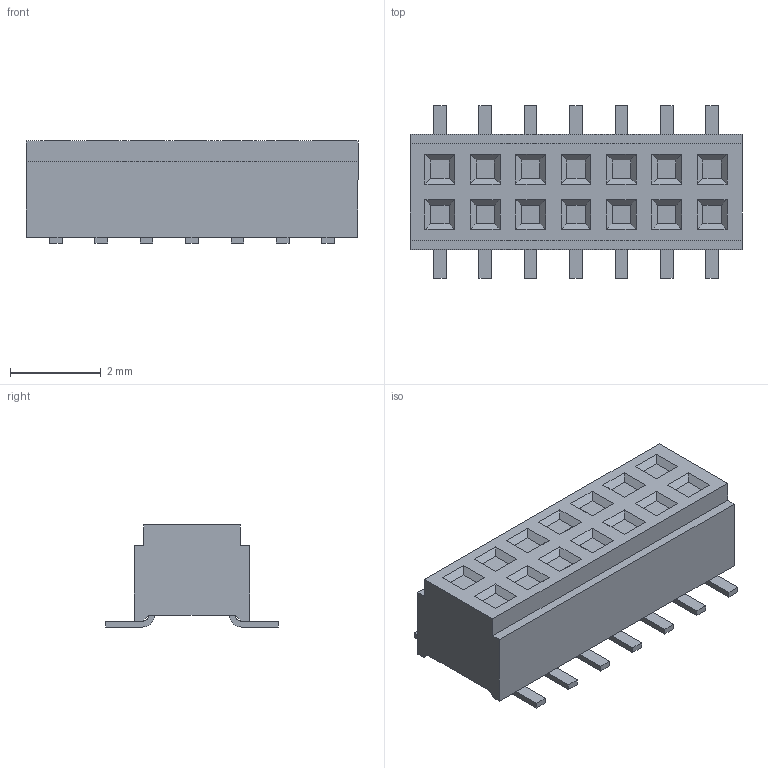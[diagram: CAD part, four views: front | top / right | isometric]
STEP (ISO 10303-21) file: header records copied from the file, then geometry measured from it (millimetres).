
FILE_DESCRIPTION((''),'2;1');
FILE_NAME('SAMTEC_CLM-107-02-L-D-PA-TR_Part1.stp','2013-01-31T12:01:54',(''),(''),'Mechanical Desktop 2011','Mechanical Desktop 2011',', , ');
FILE_SCHEMA(('AUTOMOTIVE_DESIGN { 1 2 10303 214 1 1 1 1 }'));
Length unit declared in the file: millimetre
Products named in the file (1): Product
Bounding box: 7.32 x 3.81 x 2.25 mm (x, y, z)
Volume: 36.4 mm3; surface area: 97.8 mm2
Topology: 17 solids, 17 shells, 244 faces, 588 edges, 392 vertices
Faces by surface type: plane 212, cylinder 32
Entity records: 7052 total; most frequent: CARTESIAN_POINT 1225, ORIENTED_EDGE 1176, DIRECTION 1142, EDGE_CURVE 588, VECTOR 524, LINE 524, VERTEX_POINT 392, AXIS2_PLACEMENT_3D 309
